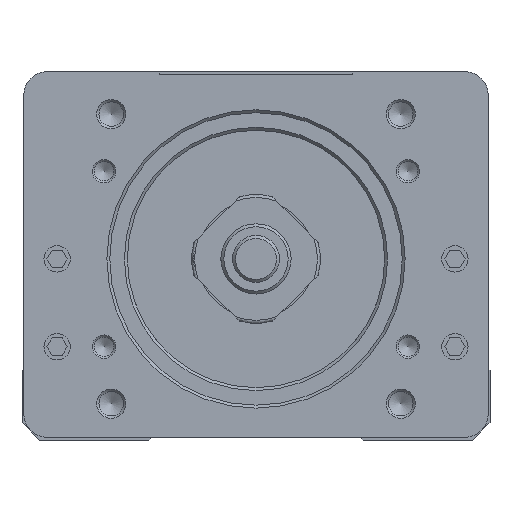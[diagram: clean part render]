
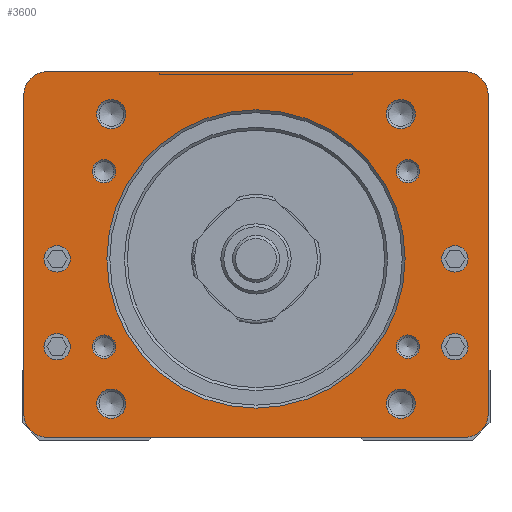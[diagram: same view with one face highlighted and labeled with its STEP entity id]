
A CAD part, front view. The second image highlights one B-rep face of the part: STEP entity #3600.
In plain terms, the highlighted planar face has unit normal (0, -1, 0).
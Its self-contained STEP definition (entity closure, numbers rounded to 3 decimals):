
#1403=FACE_BOUND('',#7416,.T.);
#1404=FACE_BOUND('',#7417,.T.);
#1405=FACE_BOUND('',#7418,.T.);
#1406=FACE_BOUND('',#7419,.T.);
#1407=FACE_BOUND('',#7420,.T.);
#1408=FACE_BOUND('',#7421,.T.);
#1409=FACE_BOUND('',#7422,.T.);
#1410=FACE_BOUND('',#7423,.T.);
#1411=FACE_BOUND('',#7424,.T.);
#1412=FACE_BOUND('',#7425,.T.);
#1413=FACE_BOUND('',#7426,.T.);
#1414=FACE_BOUND('',#7427,.T.);
#1415=FACE_BOUND('',#7428,.T.);
#1416=FACE_BOUND('',#7429,.T.);
#2180=CIRCLE('',#27144,4.);
#2181=CIRCLE('',#27146,4.);
#2182=CIRCLE('',#27148,2.);
#2183=CIRCLE('',#27150,2.);
#2184=CIRCLE('',#27152,2.);
#2185=CIRCLE('',#27154,2.);
#2186=CIRCLE('',#27156,2.5);
#2187=CIRCLE('',#27158,2.5);
#2188=CIRCLE('',#27160,2.5);
#2189=CIRCLE('',#27162,2.5);
#2190=CIRCLE('',#27164,25.5);
#2195=CIRCLE('',#27173,2.25);
#2197=CIRCLE('',#27176,2.25);
#2199=CIRCLE('',#27179,2.25);
#2201=CIRCLE('',#27182,2.25);
#2242=CIRCLE('',#27269,4.);
#2244=CIRCLE('',#27272,4.);
#3600=ADVANCED_FACE('',(#1403,#1404,#1405,#1406,#1407,#1408,#1409,#1410,
#1411,#1412,#1413,#1414,#1415,#1416),#4719,.T.);
#4719=PLANE('',#27273);
#7416=EDGE_LOOP('',(#13261));
#7417=EDGE_LOOP('',(#13262));
#7418=EDGE_LOOP('',(#13263));
#7419=EDGE_LOOP('',(#13264));
#7420=EDGE_LOOP('',(#13265));
#7421=EDGE_LOOP('',(#13266));
#7422=EDGE_LOOP('',(#13267));
#7423=EDGE_LOOP('',(#13268));
#7424=EDGE_LOOP('',(#13269));
#7425=EDGE_LOOP('',(#13270));
#7426=EDGE_LOOP('',(#13271));
#7427=EDGE_LOOP('',(#13272));
#7428=EDGE_LOOP('',(#13273));
#7429=EDGE_LOOP('',(#13274,#13275,#13276,#13277,#13278,#13279,#13280,#13281));
#13261=ORIENTED_EDGE('',*,*,#19807,.T.);
#13262=ORIENTED_EDGE('',*,*,#19806,.T.);
#13263=ORIENTED_EDGE('',*,*,#19805,.T.);
#13264=ORIENTED_EDGE('',*,*,#19804,.T.);
#13265=ORIENTED_EDGE('',*,*,#19803,.T.);
#13266=ORIENTED_EDGE('',*,*,#19802,.T.);
#13267=ORIENTED_EDGE('',*,*,#19801,.T.);
#13268=ORIENTED_EDGE('',*,*,#19800,.T.);
#13269=ORIENTED_EDGE('',*,*,#19799,.T.);
#13270=ORIENTED_EDGE('',*,*,#19819,.T.);
#13271=ORIENTED_EDGE('',*,*,#19817,.T.);
#13272=ORIENTED_EDGE('',*,*,#19815,.T.);
#13273=ORIENTED_EDGE('',*,*,#19813,.T.);
#13274=ORIENTED_EDGE('',*,*,#19933,.T.);
#13275=ORIENTED_EDGE('',*,*,#19936,.T.);
#13276=ORIENTED_EDGE('',*,*,#19937,.T.);
#13277=ORIENTED_EDGE('',*,*,#19917,.T.);
#13278=ORIENTED_EDGE('',*,*,#19797,.T.);
#13279=ORIENTED_EDGE('',*,*,#19861,.T.);
#13280=ORIENTED_EDGE('',*,*,#19794,.T.);
#13281=ORIENTED_EDGE('',*,*,#19910,.T.);
#16607=VERTEX_POINT('',#41757);
#16608=VERTEX_POINT('',#41759);
#16609=VERTEX_POINT('',#41763);
#16610=VERTEX_POINT('',#41765);
#16611=VERTEX_POINT('',#41769);
#16612=VERTEX_POINT('',#41772);
#16613=VERTEX_POINT('',#41775);
#16614=VERTEX_POINT('',#41778);
#16615=VERTEX_POINT('',#41781);
#16616=VERTEX_POINT('',#41784);
#16617=VERTEX_POINT('',#41787);
#16618=VERTEX_POINT('',#41790);
#16619=VERTEX_POINT('',#41793);
#16624=VERTEX_POINT('',#41808);
#16626=VERTEX_POINT('',#41813);
#16628=VERTEX_POINT('',#41818);
#16630=VERTEX_POINT('',#41823);
#16688=VERTEX_POINT('',#42115);
#16693=VERTEX_POINT('',#42129);
#16704=VERTEX_POINT('',#42161);
#16706=VERTEX_POINT('',#42167);
#19794=EDGE_CURVE('',#16608,#16607,#2180,.T.);
#19797=EDGE_CURVE('',#16610,#16609,#2181,.T.);
#19799=EDGE_CURVE('',#16611,#16611,#2182,.T.);
#19800=EDGE_CURVE('',#16612,#16612,#2183,.T.);
#19801=EDGE_CURVE('',#16613,#16613,#2184,.T.);
#19802=EDGE_CURVE('',#16614,#16614,#2185,.T.);
#19803=EDGE_CURVE('',#16615,#16615,#2186,.T.);
#19804=EDGE_CURVE('',#16616,#16616,#2187,.T.);
#19805=EDGE_CURVE('',#16617,#16617,#2188,.T.);
#19806=EDGE_CURVE('',#16618,#16618,#2189,.T.);
#19807=EDGE_CURVE('',#16619,#16619,#2190,.T.);
#19813=EDGE_CURVE('',#16624,#16624,#2195,.T.);
#19815=EDGE_CURVE('',#16626,#16626,#2197,.T.);
#19817=EDGE_CURVE('',#16628,#16628,#2199,.T.);
#19819=EDGE_CURVE('',#16630,#16630,#2201,.T.);
#19861=EDGE_CURVE('',#16609,#16608,#22610,.T.);
#19910=EDGE_CURVE('',#16607,#16688,#22635,.T.);
#19917=EDGE_CURVE('',#16693,#16610,#22642,.T.);
#19933=EDGE_CURVE('',#16688,#16704,#2242,.T.);
#19936=EDGE_CURVE('',#16704,#16706,#22655,.T.);
#19937=EDGE_CURVE('',#16706,#16693,#2244,.T.);
#22610=LINE('',#41968,#25102);
#22635=LINE('',#42116,#25127);
#22642=LINE('',#42128,#25134);
#22655=LINE('',#42166,#25147);
#25102=VECTOR('',#33074,1.);
#25127=VECTOR('',#33193,1.);
#25134=VECTOR('',#33202,1.);
#25147=VECTOR('',#33239,1.);
#27144=AXIS2_PLACEMENT_3D('',#41758,#32913,#32914);
#27146=AXIS2_PLACEMENT_3D('',#41764,#32919,#32920);
#27148=AXIS2_PLACEMENT_3D('',#41768,#32924,#32925);
#27150=AXIS2_PLACEMENT_3D('',#41771,#32928,#32929);
#27152=AXIS2_PLACEMENT_3D('',#41774,#32932,#32933);
#27154=AXIS2_PLACEMENT_3D('',#41777,#32936,#32937);
#27156=AXIS2_PLACEMENT_3D('',#41780,#32940,#32941);
#27158=AXIS2_PLACEMENT_3D('',#41783,#32944,#32945);
#27160=AXIS2_PLACEMENT_3D('',#41786,#32948,#32949);
#27162=AXIS2_PLACEMENT_3D('',#41789,#32952,#32953);
#27164=AXIS2_PLACEMENT_3D('',#41792,#32956,#32957);
#27173=AXIS2_PLACEMENT_3D('',#41807,#32975,#32976);
#27176=AXIS2_PLACEMENT_3D('',#41812,#32981,#32982);
#27179=AXIS2_PLACEMENT_3D('',#41817,#32987,#32988);
#27182=AXIS2_PLACEMENT_3D('',#41822,#32993,#32994);
#27269=AXIS2_PLACEMENT_3D('',#42160,#33232,#33233);
#27272=AXIS2_PLACEMENT_3D('',#42168,#33240,#33241);
#27273=AXIS2_PLACEMENT_3D('',#42169,#33242,#33243);
#32913=DIRECTION('',(0.,-1.,0.));
#32914=DIRECTION('',(1.,0.,0.));
#32919=DIRECTION('',(0.,-1.,0.));
#32920=DIRECTION('',(1.,0.,0.));
#32924=DIRECTION('',(0.,1.,0.));
#32925=DIRECTION('',(0.,0.,-1.));
#32928=DIRECTION('',(0.,1.,0.));
#32929=DIRECTION('',(0.,0.,-1.));
#32932=DIRECTION('',(0.,1.,0.));
#32933=DIRECTION('',(0.,0.,-1.));
#32936=DIRECTION('',(0.,1.,0.));
#32937=DIRECTION('',(0.,0.,-1.));
#32940=DIRECTION('',(0.,1.,0.));
#32941=DIRECTION('',(0.,0.,-1.));
#32944=DIRECTION('',(0.,1.,0.));
#32945=DIRECTION('',(0.,0.,-1.));
#32948=DIRECTION('',(0.,1.,0.));
#32949=DIRECTION('',(0.,0.,-1.));
#32952=DIRECTION('',(0.,1.,0.));
#32953=DIRECTION('',(0.,0.,-1.));
#32956=DIRECTION('',(0.,1.,0.));
#32957=DIRECTION('',(0.,0.,-1.));
#32975=DIRECTION('',(0.,1.,0.));
#32976=DIRECTION('',(0.,0.,-1.));
#32981=DIRECTION('',(0.,1.,0.));
#32982=DIRECTION('',(0.,0.,-1.));
#32987=DIRECTION('',(0.,1.,0.));
#32988=DIRECTION('',(0.,0.,-1.));
#32993=DIRECTION('',(0.,1.,0.));
#32994=DIRECTION('',(0.,0.,-1.));
#33074=DIRECTION('',(-1.,0.,0.));
#33193=DIRECTION('',(0.,0.,-1.));
#33202=DIRECTION('',(0.,0.,1.));
#33232=DIRECTION('',(0.,-1.,0.));
#33233=DIRECTION('',(1.,0.,0.));
#33239=DIRECTION('',(1.,0.,0.));
#33240=DIRECTION('',(0.,-1.,0.));
#33241=DIRECTION('',(1.,0.,0.));
#33242=DIRECTION('',(0.,-1.,0.));
#33243=DIRECTION('',(0.,0.,1.));
#41757=CARTESIAN_POINT('',(-39.7,-243.7,40.));
#41758=CARTESIAN_POINT('',(-35.7,-243.7,40.));
#41759=CARTESIAN_POINT('',(-35.7,-243.7,44.));
#41763=CARTESIAN_POINT('',(35.7,-243.7,44.));
#41764=CARTESIAN_POINT('',(35.7,-243.7,40.));
#41765=CARTESIAN_POINT('',(39.7,-243.7,40.));
#41768=CARTESIAN_POINT('',(-25.981,-243.7,27.));
#41769=CARTESIAN_POINT('',(-25.981,-243.7,25.));
#41771=CARTESIAN_POINT('',(-25.981,-243.7,-3.));
#41772=CARTESIAN_POINT('',(-25.981,-243.7,-5.));
#41774=CARTESIAN_POINT('',(25.981,-243.7,27.));
#41775=CARTESIAN_POINT('',(25.981,-243.7,25.));
#41777=CARTESIAN_POINT('',(25.981,-243.7,-3.));
#41778=CARTESIAN_POINT('',(25.981,-243.7,-5.));
#41780=CARTESIAN_POINT('',(24.749,-243.7,36.749));
#41781=CARTESIAN_POINT('',(24.749,-243.7,34.249));
#41783=CARTESIAN_POINT('',(24.749,-243.7,-12.749));
#41784=CARTESIAN_POINT('',(24.749,-243.7,-15.249));
#41786=CARTESIAN_POINT('',(-24.749,-243.7,-12.749));
#41787=CARTESIAN_POINT('',(-24.749,-243.7,-15.249));
#41789=CARTESIAN_POINT('',(-24.749,-243.7,36.749));
#41790=CARTESIAN_POINT('',(-24.749,-243.7,34.249));
#41792=CARTESIAN_POINT('',(0.,-243.7,12.));
#41793=CARTESIAN_POINT('',(0.,-243.7,-13.5));
#41807=CARTESIAN_POINT('',(34.,-243.7,12.));
#41808=CARTESIAN_POINT('',(34.,-243.7,9.75));
#41812=CARTESIAN_POINT('',(34.,-243.7,-3.));
#41813=CARTESIAN_POINT('',(34.,-243.7,-5.25));
#41817=CARTESIAN_POINT('',(-34.,-243.7,12.));
#41818=CARTESIAN_POINT('',(-34.,-243.7,9.75));
#41822=CARTESIAN_POINT('',(-34.,-243.7,-3.));
#41823=CARTESIAN_POINT('',(-34.,-243.7,-5.25));
#41968=CARTESIAN_POINT('',(35.7,-243.7,44.));
#42115=CARTESIAN_POINT('',(-39.7,-243.7,-14.5));
#42116=CARTESIAN_POINT('',(-39.7,-243.7,40.));
#42128=CARTESIAN_POINT('',(39.7,-243.7,-14.5));
#42129=CARTESIAN_POINT('',(39.7,-243.7,-14.5));
#42160=CARTESIAN_POINT('',(-35.7,-243.7,-14.5));
#42161=CARTESIAN_POINT('',(-35.7,-243.7,-18.5));
#42166=CARTESIAN_POINT('',(-35.7,-243.7,-18.5));
#42167=CARTESIAN_POINT('',(35.7,-243.7,-18.5));
#42168=CARTESIAN_POINT('',(35.7,-243.7,-14.5));
#42169=CARTESIAN_POINT('',(-35.7,-243.7,-14.5));
